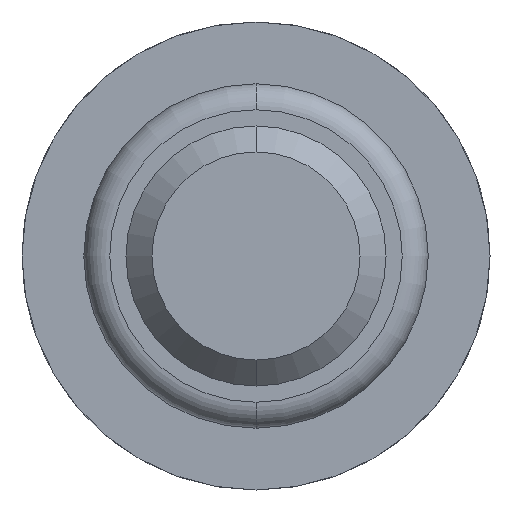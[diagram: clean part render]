
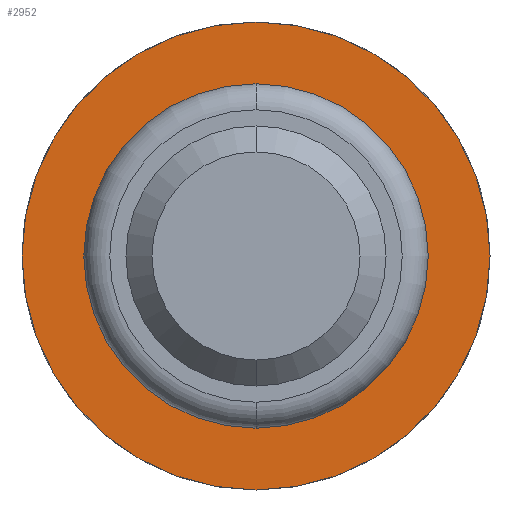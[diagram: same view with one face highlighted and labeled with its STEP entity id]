
A CAD part, front view. The second image highlights one B-rep face of the part: STEP entity #2952.
In plain terms, the highlighted planar face has unit normal (0, -1, 0).
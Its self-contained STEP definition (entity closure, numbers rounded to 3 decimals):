
#331 = EDGE_LOOP ( 'NONE', ( #3586, #2092 ) ) ;
#508 = EDGE_CURVE ( 'Defeature ausgef�hrt4_13+Defeature ausgef�hrt4_14+Defeature ausgef�hrt4_14+Defeature ausgef�hrt4_14', #2968, #1745, #1682, .T. ) ;
#561 = FACE_OUTER_BOUND ( 'NONE', #331, .T. ) ;
#642 = CIRCLE ( 'NONE', #2484, 1.325 ) ;
#768 = ORIENTED_EDGE ( 'NONE', *, *, #508, .T. ) ;
#769 = DIRECTION ( 'NONE',  ( 0., 1., 0. ) ) ;
#1032 = CARTESIAN_POINT ( 'NONE',  ( 0., -1.8, 0. ) ) ;
#1044 = DIRECTION ( 'NONE',  ( 0., 0., 1. ) ) ;
#1071 = CARTESIAN_POINT ( 'NONE',  ( 1.8, -1.8, 0. ) ) ;
#1154 = EDGE_CURVE ( 'Defeature ausgef�hrt4_13+Defeature ausgef�hrt4_14+Defeature ausgef�hrt4_14+Defeature ausgef�hrt4_14', #1745, #2968, #642, .T. ) ;
#1268 = FACE_BOUND ( 'NONE', #4554, .T. ) ;
#1349 = CARTESIAN_POINT ( 'NONE',  ( 0., -1.8, -1.8 ) ) ;
#1512 = EDGE_CURVE ( 'Defeature ausgef�hrt4_12+Defeature ausgef�hrt4_13+Defeature ausgef�hrt4_13+Defeature ausgef�hrt4_13', #3126, #3909, #1885, .T. ) ;
#1649 = DIRECTION ( 'NONE',  ( 0., 0., 1. ) ) ;
#1682 = CIRCLE ( 'NONE', #1758, 1.325 ) ;
#1745 = VERTEX_POINT ( 'NONE', #2105 ) ;
#1758 = AXIS2_PLACEMENT_3D ( 'NONE', #3900, #4213, #1044 ) ;
#1783 = PLANE ( 'NONE',  #3144 ) ;
#1885 = CIRCLE ( 'NONE', #3534, 1.8 ) ;
#1887 = DIRECTION ( 'NONE',  ( 0., 0., 1. ) ) ;
#2027 = DIRECTION ( 'NONE',  ( 0., 0., 1. ) ) ;
#2092 = ORIENTED_EDGE ( 'NONE', *, *, #1512, .F. ) ;
#2105 = CARTESIAN_POINT ( 'NONE',  ( 0., -1.8, 1.325 ) ) ;
#2267 = CARTESIAN_POINT ( 'NONE',  ( 0., -1.8, -1.325 ) ) ;
#2484 = AXIS2_PLACEMENT_3D ( 'NONE', #1032, #3147, #2027 ) ;
#2874 = AXIS2_PLACEMENT_3D ( 'NONE', #3925, #769, #1887 ) ;
#2897 = DIRECTION ( 'NONE',  ( 0., 1., 0. ) ) ;
#2952 = ADVANCED_FACE ( 'Defeature ausgef�hrt4_13', ( #561, #1268 ), #1783, .F. ) ;
#2968 = VERTEX_POINT ( 'NONE', #2267 ) ;
#3126 = VERTEX_POINT ( 'NONE', #1349 ) ;
#3144 = AXIS2_PLACEMENT_3D ( 'NONE', #1071, #2897, #3305 ) ;
#3147 = DIRECTION ( 'NONE',  ( 0., 1., 0. ) ) ;
#3305 = DIRECTION ( 'NONE',  ( 0., 0., 1. ) ) ;
#3392 = CIRCLE ( 'NONE', #2874, 1.8 ) ;
#3534 = AXIS2_PLACEMENT_3D ( 'NONE', #4419, #4480, #1649 ) ;
#3586 = ORIENTED_EDGE ( 'NONE', *, *, #4290, .F. ) ;
#3593 = CARTESIAN_POINT ( 'NONE',  ( 0., -1.8, 1.8 ) ) ;
#3594 = ORIENTED_EDGE ( 'NONE', *, *, #1154, .T. ) ;
#3900 = CARTESIAN_POINT ( 'NONE',  ( 0., -1.8, 0. ) ) ;
#3909 = VERTEX_POINT ( 'NONE', #3593 ) ;
#3925 = CARTESIAN_POINT ( 'NONE',  ( 0., -1.8, 0. ) ) ;
#4213 = DIRECTION ( 'NONE',  ( 0., 1., 0. ) ) ;
#4290 = EDGE_CURVE ( 'Defeature ausgef�hrt4_12+Defeature ausgef�hrt4_13+Defeature ausgef�hrt4_13+Defeature ausgef�hrt4_13', #3909, #3126, #3392, .T. ) ;
#4419 = CARTESIAN_POINT ( 'NONE',  ( 0., -1.8, 0. ) ) ;
#4480 = DIRECTION ( 'NONE',  ( 0., 1., 0. ) ) ;
#4554 = EDGE_LOOP ( 'NONE', ( #3594, #768 ) ) ;
